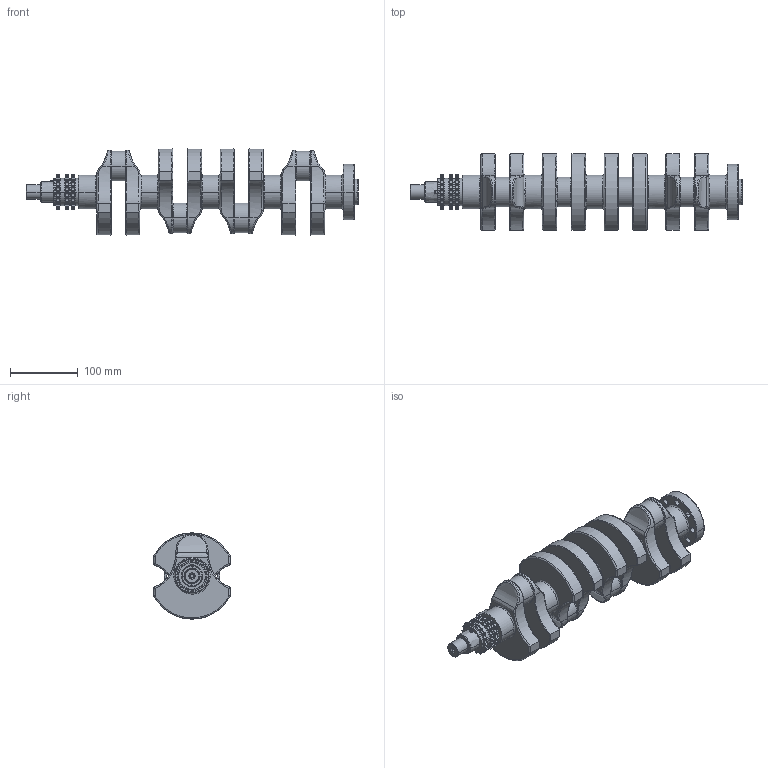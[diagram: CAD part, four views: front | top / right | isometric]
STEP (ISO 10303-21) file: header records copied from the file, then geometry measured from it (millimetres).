
FILE_DESCRIPTION(('FreeCAD Model'),'2;1');
FILE_NAME('Open CASCADE Shape Model','2025-04-17T11:31:32',('FreeCAD'),( 'FreeCAD'),'Open CASCADE STEP processor 7.6','FreeCAD','Unknown');
FILE_SCHEMA(('AUTOMOTIVE_DESIGN { 1 0 10303 214 1 1 1 1 }'));
Length unit declared in the file: millimetre
Products named in the file (1): Open CASCADE STEP translator 7.6 1
Bounding box: 489.67 x 112.65 x 126.96 mm (x, y, z)
Volume: 1880993.5 mm3; surface area: 232444.3 mm2
Topology: 3 solids, 3 shells, 676 faces, 1871 edges, 1202 vertices
Faces by surface type: bspline 676
Entity records: 31955 total; most frequent: CARTESIAN_POINT 21731, ORIENTED_EDGE 3718, EDGE_CURVE 1859, VERTEX_POINT 1202, B_SPLINE_CURVE_WITH_KNOTS 1070, FACE_BOUND 707, EDGE_LOOP 707, ADVANCED_FACE 676
